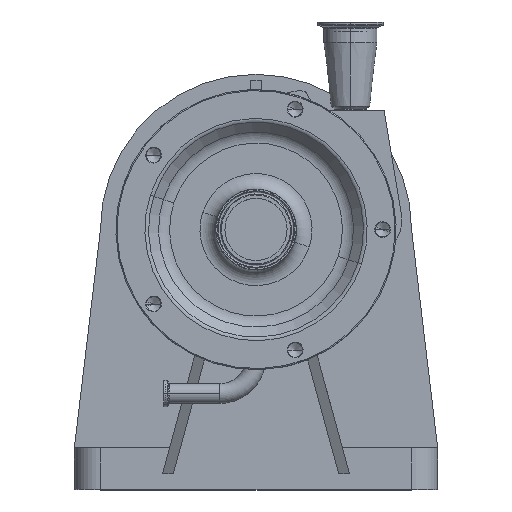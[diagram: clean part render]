
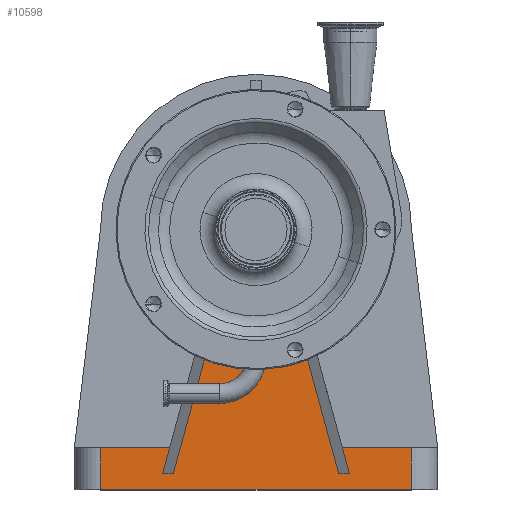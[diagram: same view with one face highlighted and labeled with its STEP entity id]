
A CAD part, top view. The second image highlights one B-rep face of the part: STEP entity #10598.
In plain terms, the highlighted planar face has unit normal (0, 0, 1).
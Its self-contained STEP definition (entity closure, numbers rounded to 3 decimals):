
#25 = EDGE_CURVE ( 'NONE', #4955, #8426, #274, .T. ) ;
#49 = DIRECTION ( 'NONE',  ( 0.262, 0.965, 0. ) ) ;
#274 = LINE ( 'NONE', #3599, #4285 ) ;
#317 = ORIENTED_EDGE ( 'NONE', *, *, #773, .T. ) ;
#420 = VERTEX_POINT ( 'NONE', #1175 ) ;
#480 = DIRECTION ( 'NONE',  ( 0., -1., 0. ) ) ;
#599 = ORIENTED_EDGE ( 'NONE', *, *, #4090, .F. ) ;
#646 = CARTESIAN_POINT ( 'NONE',  ( -149.6, -210., 120. ) ) ;
#663 = DIRECTION ( 'NONE',  ( -0.262, 0.965, 0. ) ) ;
#665 = VERTEX_POINT ( 'NONE', #4822 ) ;
#689 = CARTESIAN_POINT ( 'NONE',  ( -90., -235., 120. ) ) ;
#758 = VERTEX_POINT ( 'NONE', #6913 ) ;
#773 = EDGE_CURVE ( 'NONE', #2009, #420, #10552, .T. ) ;
#793 = CARTESIAN_POINT ( 'NONE',  ( 149.6, -210., 120. ) ) ;
#830 = VECTOR ( 'NONE', #4532, 1000. ) ;
#1064 = CARTESIAN_POINT ( 'NONE',  ( 40.6, -91.387, 120. ) ) ;
#1112 = VERTEX_POINT ( 'NONE', #5851 ) ;
#1175 = CARTESIAN_POINT ( 'NONE',  ( -40.6, -91.387, 120. ) ) ;
#1198 = DIRECTION ( 'NONE',  ( -0.262, -0.965, 0. ) ) ;
#1203 = LINE ( 'NONE', #10356, #830 ) ;
#1350 = DIRECTION ( 'NONE',  ( 0., 0., -1. ) ) ;
#1369 = AXIS2_PLACEMENT_3D ( 'NONE', #3751, #1350, #10298 ) ;
#1445 = EDGE_CURVE ( 'NONE', #7474, #9756, #1203, .T. ) ;
#1589 = CARTESIAN_POINT ( 'NONE',  ( -79.637, -235., 120. ) ) ;
#1720 = ORIENTED_EDGE ( 'NONE', *, *, #6910, .T. ) ;
#1930 = CARTESIAN_POINT ( 'NONE',  ( 87.773, -226.806, 120. ) ) ;
#1967 = CARTESIAN_POINT ( 'NONE',  ( 149.6, -210., 120. ) ) ;
#2009 = VERTEX_POINT ( 'NONE', #1064 ) ;
#2123 = LINE ( 'NONE', #9531, #10712 ) ;
#2164 = ORIENTED_EDGE ( 'NONE', *, *, #8850, .T. ) ;
#2349 = CARTESIAN_POINT ( 'NONE',  ( 80.35, -237.623, 120. ) ) ;
#2501 = VECTOR ( 'NONE', #6297, 1000. ) ;
#2773 = LINE ( 'NONE', #9457, #2501 ) ;
#2869 = ORIENTED_EDGE ( 'NONE', *, *, #1445, .F. ) ;
#3084 = AXIS2_PLACEMENT_3D ( 'NONE', #4493, #6805, #5210 ) ;
#3448 = EDGE_CURVE ( 'NONE', #420, #8426, #2123, .T. ) ;
#3488 = LINE ( 'NONE', #10012, #8013 ) ;
#3570 = LINE ( 'NONE', #1930, #6899 ) ;
#3599 = CARTESIAN_POINT ( 'NONE',  ( -90., -235., 120. ) ) ;
#3619 = LINE ( 'NONE', #10408, #5057 ) ;
#3648 = CARTESIAN_POINT ( 'NONE',  ( 149.6, -210., 120. ) ) ;
#3751 = CARTESIAN_POINT ( 'NONE',  ( 149.6, -210., 120. ) ) ;
#3851 = EDGE_CURVE ( 'NONE', #9193, #10406, #7805, .T. ) ;
#4090 = EDGE_CURVE ( 'NONE', #10406, #758, #6703, .T. ) ;
#4285 = VECTOR ( 'NONE', #9319, 1000. ) ;
#4395 = EDGE_CURVE ( 'NONE', #1112, #2009, #4806, .T. ) ;
#4469 = VECTOR ( 'NONE', #9079, 1000. ) ;
#4493 = CARTESIAN_POINT ( 'NONE',  ( 0., 0., 120. ) ) ;
#4532 = DIRECTION ( 'NONE',  ( 1., 0., 0. ) ) ;
#4601 = EDGE_LOOP ( 'NONE', ( #7602, #8264, #2164, #2869, #6137, #1720, #599, #7423, #9564, #7117, #10014, #317 ) ) ;
#4806 = LINE ( 'NONE', #2349, #5126 ) ;
#4822 = CARTESIAN_POINT ( 'NONE',  ( -149.6, -250., 120. ) ) ;
#4934 = CARTESIAN_POINT ( 'NONE',  ( 83.204, -210., 120. ) ) ;
#4955 = VERTEX_POINT ( 'NONE', #689 ) ;
#5057 = VECTOR ( 'NONE', #7160, 1000. ) ;
#5126 = VECTOR ( 'NONE', #663, 1000. ) ;
#5210 = DIRECTION ( 'NONE',  ( -1., 0., 0. ) ) ;
#5575 = VECTOR ( 'NONE', #480, 1000. ) ;
#5851 = CARTESIAN_POINT ( 'NONE',  ( 79.637, -235., 120. ) ) ;
#5967 = EDGE_CURVE ( 'NONE', #7474, #665, #9847, .T. ) ;
#6137 = ORIENTED_EDGE ( 'NONE', *, *, #5967, .T. ) ;
#6297 = DIRECTION ( 'NONE',  ( 1., 0., 0. ) ) ;
#6703 = LINE ( 'NONE', #793, #4469 ) ;
#6805 = DIRECTION ( 'NONE',  ( 0., 0., -1. ) ) ;
#6899 = VECTOR ( 'NONE', #7776, 1000. ) ;
#6910 = EDGE_CURVE ( 'NONE', #665, #758, #2773, .T. ) ;
#6913 = CARTESIAN_POINT ( 'NONE',  ( 149.6, -250., 120. ) ) ;
#6990 = DIRECTION ( 'NONE',  ( 1., 0., 0. ) ) ;
#7003 = FACE_OUTER_BOUND ( 'NONE', #4601, .T. ) ;
#7117 = ORIENTED_EDGE ( 'NONE', *, *, #8177, .F. ) ;
#7160 = DIRECTION ( 'NONE',  ( 1., 0., 0. ) ) ;
#7423 = ORIENTED_EDGE ( 'NONE', *, *, #3851, .F. ) ;
#7474 = VERTEX_POINT ( 'NONE', #8206 ) ;
#7602 = ORIENTED_EDGE ( 'NONE', *, *, #3448, .T. ) ;
#7776 = DIRECTION ( 'NONE',  ( 0.262, -0.965, 0. ) ) ;
#7805 = LINE ( 'NONE', #3648, #9152 ) ;
#8013 = VECTOR ( 'NONE', #49, 1000. ) ;
#8116 = CARTESIAN_POINT ( 'NONE',  ( 90., -235., 120. ) ) ;
#8177 = EDGE_CURVE ( 'NONE', #1112, #9154, #3619, .T. ) ;
#8206 = CARTESIAN_POINT ( 'NONE',  ( -149.6, -210., 120. ) ) ;
#8264 = ORIENTED_EDGE ( 'NONE', *, *, #25, .F. ) ;
#8426 = VERTEX_POINT ( 'NONE', #1589 ) ;
#8850 = EDGE_CURVE ( 'NONE', #4955, #9756, #3488, .T. ) ;
#9079 = DIRECTION ( 'NONE',  ( 0., -1., 0. ) ) ;
#9152 = VECTOR ( 'NONE', #6990, 1000. ) ;
#9154 = VERTEX_POINT ( 'NONE', #8116 ) ;
#9193 = VERTEX_POINT ( 'NONE', #4934 ) ;
#9319 = DIRECTION ( 'NONE',  ( 1., 0., 0. ) ) ;
#9429 = CARTESIAN_POINT ( 'NONE',  ( -83.204, -210., 120. ) ) ;
#9457 = CARTESIAN_POINT ( 'NONE',  ( 149.6, -250., 120. ) ) ;
#9531 = CARTESIAN_POINT ( 'NONE',  ( -40.6, -91.387, 120. ) ) ;
#9564 = ORIENTED_EDGE ( 'NONE', *, *, #10096, .T. ) ;
#9756 = VERTEX_POINT ( 'NONE', #9429 ) ;
#9847 = LINE ( 'NONE', #646, #5575 ) ;
#10012 = CARTESIAN_POINT ( 'NONE',  ( -67.186, -151.072, 120. ) ) ;
#10014 = ORIENTED_EDGE ( 'NONE', *, *, #4395, .T. ) ;
#10096 = EDGE_CURVE ( 'NONE', #9193, #9154, #3570, .T. ) ;
#10298 = DIRECTION ( 'NONE',  ( -1., 0., 0. ) ) ;
#10356 = CARTESIAN_POINT ( 'NONE',  ( 149.6, -210., 120. ) ) ;
#10400 = PLANE ( 'NONE',  #1369 ) ;
#10406 = VERTEX_POINT ( 'NONE', #1967 ) ;
#10408 = CARTESIAN_POINT ( 'NONE',  ( 0., -235., 120. ) ) ;
#10552 = CIRCLE ( 'NONE', #3084, 100. ) ;
#10598 = ADVANCED_FACE ( 'NONE', ( #7003 ), #10400, .F. ) ;
#10712 = VECTOR ( 'NONE', #1198, 1000. ) ;
